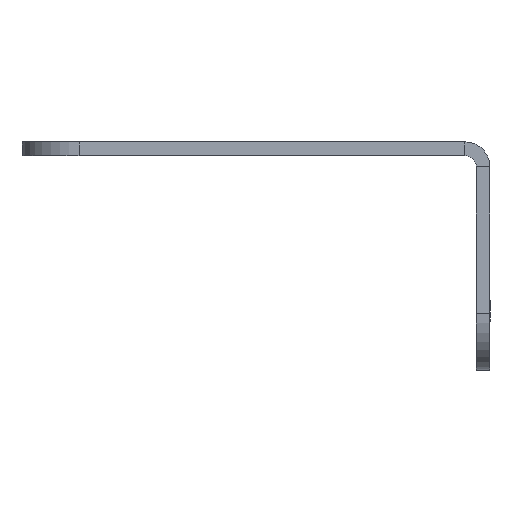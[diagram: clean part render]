
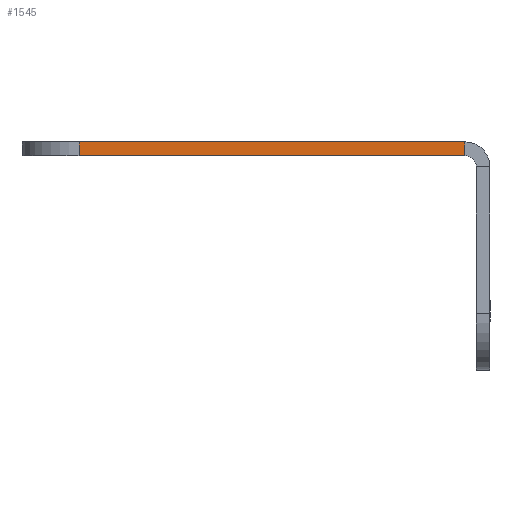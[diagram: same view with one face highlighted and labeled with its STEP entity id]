
A CAD part, left-side view. The second image highlights one B-rep face of the part: STEP entity #1545.
In plain terms, the highlighted planar face has unit normal (-1, 0, 0).
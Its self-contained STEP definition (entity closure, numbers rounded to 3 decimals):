
#42 = DIRECTION ( 'NONE',  ( 0., 0., 1. ) ) ;
#43 = PLANE ( 'NONE',  #957 ) ;
#184 = CARTESIAN_POINT ( 'NONE',  ( -75., 15.5, 0. ) ) ;
#280 = CARTESIAN_POINT ( 'NONE',  ( -75., -18.3, -1.2 ) ) ;
#297 = CARTESIAN_POINT ( 'NONE',  ( -75., 20.5, -1.2 ) ) ;
#417 = CARTESIAN_POINT ( 'NONE',  ( -75., -18.3, 0. ) ) ;
#474 = EDGE_CURVE ( 'NONE', #722, #765, #502, .T. ) ;
#502 = LINE ( 'NONE', #1263, #1101 ) ;
#511 = DIRECTION ( 'NONE',  ( 0., 0., -1. ) ) ;
#602 = VERTEX_POINT ( 'NONE', #417 ) ;
#678 = EDGE_CURVE ( 'NONE', #1426, #602, #1507, .T. ) ;
#722 = VERTEX_POINT ( 'NONE', #184 ) ;
#765 = VERTEX_POINT ( 'NONE', #1212 ) ;
#831 = ORIENTED_EDGE ( 'NONE', *, *, #678, .T. ) ;
#889 = DIRECTION ( 'NONE',  ( 0., -1., 0. ) ) ;
#931 = DIRECTION ( 'NONE',  ( -1., 0., 0. ) ) ;
#957 = AXIS2_PLACEMENT_3D ( 'NONE', #297, #931, #1174 ) ;
#983 = ORIENTED_EDGE ( 'NONE', *, *, #1343, .T. ) ;
#1062 = LINE ( 'NONE', #1407, #1320 ) ;
#1098 = FACE_OUTER_BOUND ( 'NONE', #1312, .T. ) ;
#1101 = VECTOR ( 'NONE', #511, 1000. ) ;
#1111 = EDGE_CURVE ( 'NONE', #722, #602, #1062, .T. ) ;
#1174 = DIRECTION ( 'NONE',  ( 0., 0., 1. ) ) ;
#1193 = ORIENTED_EDGE ( 'NONE', *, *, #474, .T. ) ;
#1212 = CARTESIAN_POINT ( 'NONE',  ( -75., 15.5, -1.2 ) ) ;
#1236 = LINE ( 'NONE', #1239, #1546 ) ;
#1239 = CARTESIAN_POINT ( 'NONE',  ( -75., 20.5, -1.2 ) ) ;
#1255 = CARTESIAN_POINT ( 'NONE',  ( -75., -18.3, -1.2 ) ) ;
#1263 = CARTESIAN_POINT ( 'NONE',  ( -75., 15.5, -1.2 ) ) ;
#1312 = EDGE_LOOP ( 'NONE', ( #1537, #1193, #983, #831 ) ) ;
#1320 = VECTOR ( 'NONE', #889, 1000. ) ;
#1343 = EDGE_CURVE ( 'NONE', #765, #1426, #1236, .T. ) ;
#1352 = DIRECTION ( 'NONE',  ( 0., -1., 0. ) ) ;
#1375 = VECTOR ( 'NONE', #42, 1000. ) ;
#1407 = CARTESIAN_POINT ( 'NONE',  ( -75., 20.5, 0. ) ) ;
#1426 = VERTEX_POINT ( 'NONE', #1255 ) ;
#1507 = LINE ( 'NONE', #280, #1375 ) ;
#1537 = ORIENTED_EDGE ( 'NONE', *, *, #1111, .F. ) ;
#1545 = ADVANCED_FACE ( 'NONE', ( #1098 ), #43, .T. ) ;
#1546 = VECTOR ( 'NONE', #1352, 1000. ) ;
